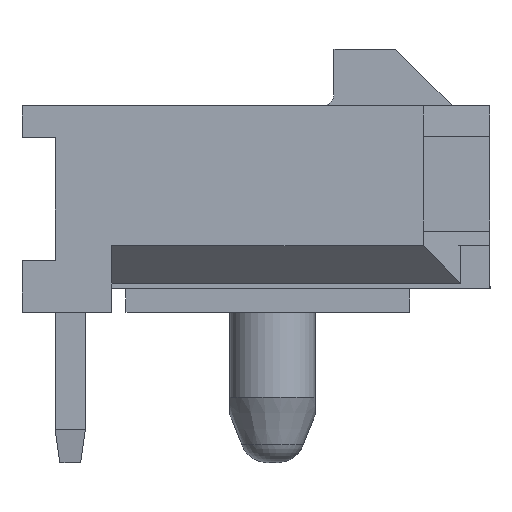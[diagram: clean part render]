
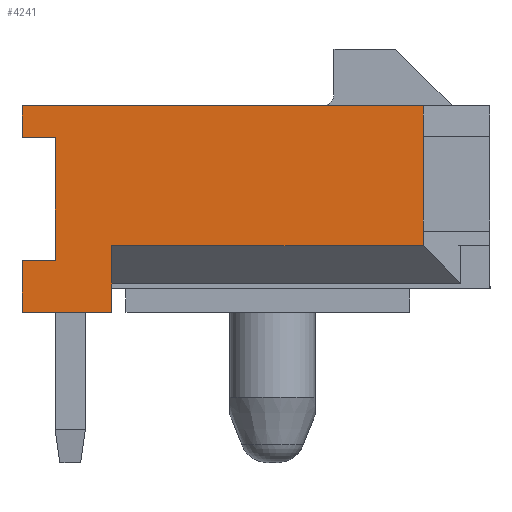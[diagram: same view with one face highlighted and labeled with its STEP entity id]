
A CAD part, left-side view. The second image highlights one B-rep face of the part: STEP entity #4241.
In plain terms, the highlighted planar face has unit normal (-1, 0, 0).
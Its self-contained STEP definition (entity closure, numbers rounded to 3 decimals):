
#567=ORIENTED_EDGE('',*,*,#1708,.T.);
#568=ORIENTED_EDGE('',*,*,#1709,.T.);
#569=ORIENTED_EDGE('',*,*,#1701,.T.);
#570=ORIENTED_EDGE('',*,*,#1710,.T.);
#571=ORIENTED_EDGE('',*,*,#1711,.F.);
#572=ORIENTED_EDGE('',*,*,#1712,.T.);
#573=ORIENTED_EDGE('',*,*,#1713,.F.);
#574=ORIENTED_EDGE('',*,*,#1714,.F.);
#575=ORIENTED_EDGE('',*,*,#1715,.F.);
#576=ORIENTED_EDGE('',*,*,#1450,.T.);
#577=ORIENTED_EDGE('',*,*,#1707,.T.);
#578=ORIENTED_EDGE('',*,*,#1716,.T.);
#1450=EDGE_CURVE('',#2048,#2047,#2445,.T.);
#1701=EDGE_CURVE('',#2240,#2241,#2696,.T.);
#1707=EDGE_CURVE('',#2047,#2245,#2702,.T.);
#1708=EDGE_CURVE('',#2246,#2247,#2703,.T.);
#1709=EDGE_CURVE('',#2247,#2240,#2704,.T.);
#1710=EDGE_CURVE('',#2241,#2248,#2705,.T.);
#1711=EDGE_CURVE('',#2249,#2248,#2706,.T.);
#1712=EDGE_CURVE('',#2249,#2250,#2707,.T.);
#1713=EDGE_CURVE('',#2251,#2250,#2708,.T.);
#1714=EDGE_CURVE('',#2252,#2251,#2709,.T.);
#1715=EDGE_CURVE('',#2048,#2252,#2710,.T.);
#1716=EDGE_CURVE('',#2245,#2246,#2711,.T.);
#2047=VERTEX_POINT('',#6182);
#2048=VERTEX_POINT('',#6184);
#2240=VERTEX_POINT('',#6671);
#2241=VERTEX_POINT('',#6672);
#2245=VERTEX_POINT('',#6682);
#2246=VERTEX_POINT('',#6686);
#2247=VERTEX_POINT('',#6687);
#2248=VERTEX_POINT('',#6690);
#2249=VERTEX_POINT('',#6692);
#2250=VERTEX_POINT('',#6694);
#2251=VERTEX_POINT('',#6696);
#2252=VERTEX_POINT('',#6698);
#2445=LINE('',#6183,#3035);
#2696=LINE('',#6670,#3286);
#2702=LINE('',#6683,#3292);
#2703=LINE('',#6685,#3293);
#2704=LINE('',#6688,#3294);
#2705=LINE('',#6689,#3295);
#2706=LINE('',#6691,#3296);
#2707=LINE('',#6693,#3297);
#2708=LINE('',#6695,#3298);
#2709=LINE('',#6697,#3299);
#2710=LINE('',#6699,#3300);
#2711=LINE('',#6700,#3301);
#3035=VECTOR('',#4999,1000.);
#3286=VECTOR('',#5338,1000.);
#3292=VECTOR('',#5346,1000.);
#3293=VECTOR('',#5349,1000.);
#3294=VECTOR('',#5350,1000.);
#3295=VECTOR('',#5351,1000.);
#3296=VECTOR('',#5352,1000.);
#3297=VECTOR('',#5353,1000.);
#3298=VECTOR('',#5354,1000.);
#3299=VECTOR('',#5355,1000.);
#3300=VECTOR('',#5356,1000.);
#3301=VECTOR('',#5357,1000.);
#3582=EDGE_LOOP('',(#567,#568,#569,#570,#571,#572,#573,#574,#575,#576,#577,
#578));
#3812=FACE_BOUND('',#3582,.T.);
#4029=PLANE('',#4634);
#4241=ADVANCED_FACE('',(#3812),#4029,.T.);
#4634=AXIS2_PLACEMENT_3D('',#6684,#5347,#5348);
#4999=DIRECTION('',(0.,1.,0.));
#5338=DIRECTION('',(0.,0.,-1.));
#5346=DIRECTION('',(0.,0.,-1.));
#5347=DIRECTION('',(-1.,0.,0.));
#5348=DIRECTION('',(0.,0.,1.));
#5349=DIRECTION('',(0.,0.,-1.));
#5350=DIRECTION('',(0.,1.,0.));
#5351=DIRECTION('',(0.,-1.,0.));
#5352=DIRECTION('',(0.,0.,-1.));
#5353=DIRECTION('',(0.,-1.,0.));
#5354=DIRECTION('',(0.,0.,-1.));
#5355=DIRECTION('',(0.,0.,-1.));
#5356=DIRECTION('',(0.,0.,-1.));
#5357=DIRECTION('',(0.,-1.,0.));
#6182=CARTESIAN_POINT('',(-7.825,4.95,2.185));
#6183=CARTESIAN_POINT('',(-7.825,-4.95,2.185));
#6184=CARTESIAN_POINT('',(-7.825,-3.536,2.185));
#6670=CARTESIAN_POINT('',(-7.825,4.95,2.185));
#6671=CARTESIAN_POINT('',(-7.825,4.95,-1.085));
#6672=CARTESIAN_POINT('',(-7.825,4.95,-2.185));
#6682=CARTESIAN_POINT('',(-7.825,4.95,1.515));
#6683=CARTESIAN_POINT('',(-7.825,4.95,2.185));
#6684=CARTESIAN_POINT('',(-7.825,0.,0.));
#6685=CARTESIAN_POINT('',(-7.825,4.25,0.));
#6686=CARTESIAN_POINT('',(-7.825,4.25,1.515));
#6687=CARTESIAN_POINT('',(-7.825,4.25,-1.085));
#6688=CARTESIAN_POINT('',(-7.825,0.,-1.085));
#6689=CARTESIAN_POINT('',(-7.825,4.95,-2.185));
#6690=CARTESIAN_POINT('',(-7.825,3.05,-2.185));
#6691=CARTESIAN_POINT('',(-7.825,3.05,-2.185));
#6692=CARTESIAN_POINT('',(-7.825,3.05,-0.771));
#6693=CARTESIAN_POINT('',(-7.825,3.05,-0.771));
#6694=CARTESIAN_POINT('',(-7.825,-3.536,-0.771));
#6695=CARTESIAN_POINT('',(-7.825,-3.536,0.));
#6696=CARTESIAN_POINT('',(-7.825,-3.536,-0.465));
#6697=CARTESIAN_POINT('',(-7.825,-3.536,1.535));
#6698=CARTESIAN_POINT('',(-7.825,-3.536,1.535));
#6699=CARTESIAN_POINT('',(-7.825,-3.536,0.));
#6700=CARTESIAN_POINT('',(-7.825,0.,1.515));
